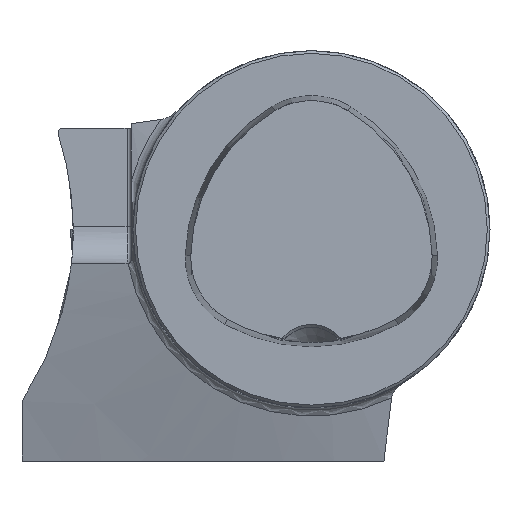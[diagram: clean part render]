
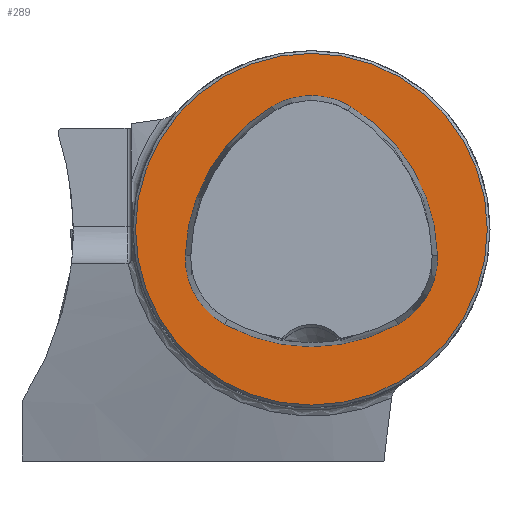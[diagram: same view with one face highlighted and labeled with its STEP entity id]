
A CAD part, top view. The second image highlights one B-rep face of the part: STEP entity #289.
In plain terms, the highlighted planar face has unit normal (0, 0, 1).
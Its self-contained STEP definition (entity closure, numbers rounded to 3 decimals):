
#222=FACE_BOUND('',#541,.T.);
#223=FACE_BOUND('',#542,.T.);
#243=CIRCLE('',#1950,20.063);
#245=CIRCLE('',#1953,20.063);
#246=CIRCLE('',#1954,8.563);
#247=CIRCLE('',#1955,20.063);
#248=CIRCLE('',#1956,8.563);
#249=CIRCLE('',#1957,8.563);
#250=CIRCLE('',#1958,19.7);
#289=ADVANCED_FACE('CU_E_LO_SU_1',(#222,#223),#378,.T.);
#378=PLANE('',#1959);
#541=EDGE_LOOP('',(#773,#774,#775,#776,#777,#778));
#542=EDGE_LOOP('',(#779));
#773=ORIENTED_EDGE('',*,*,#1426,.F.);
#774=ORIENTED_EDGE('',*,*,#1427,.F.);
#775=ORIENTED_EDGE('',*,*,#1428,.F.);
#776=ORIENTED_EDGE('',*,*,#1429,.F.);
#777=ORIENTED_EDGE('',*,*,#1423,.F.);
#778=ORIENTED_EDGE('',*,*,#1430,.F.);
#779=ORIENTED_EDGE('',*,*,#1431,.T.);
#1234=VERTEX_POINT('',#3155);
#1235=VERTEX_POINT('',#3157);
#1237=VERTEX_POINT('',#3163);
#1238=VERTEX_POINT('',#3164);
#1239=VERTEX_POINT('',#3166);
#1240=VERTEX_POINT('',#3168);
#1241=VERTEX_POINT('',#3172);
#1423=EDGE_CURVE('',#1234,#1235,#243,.T.);
#1426=EDGE_CURVE('',#1237,#1238,#245,.T.);
#1427=EDGE_CURVE('',#1239,#1237,#246,.T.);
#1428=EDGE_CURVE('',#1240,#1239,#247,.T.);
#1429=EDGE_CURVE('',#1235,#1240,#248,.T.);
#1430=EDGE_CURVE('',#1238,#1234,#249,.T.);
#1431=EDGE_CURVE('',#1241,#1241,#250,.T.);
#1950=AXIS2_PLACEMENT_3D('',#3156,#2224,#2225);
#1953=AXIS2_PLACEMENT_3D('',#3162,#2231,#2232);
#1954=AXIS2_PLACEMENT_3D('',#3165,#2233,#2234);
#1955=AXIS2_PLACEMENT_3D('',#3167,#2235,#2236);
#1956=AXIS2_PLACEMENT_3D('',#3169,#2237,#2238);
#1957=AXIS2_PLACEMENT_3D('',#3170,#2239,#2240);
#1958=AXIS2_PLACEMENT_3D('',#3171,#2241,#2242);
#1959=AXIS2_PLACEMENT_3D('',#3173,#2243,#2244);
#2224=DIRECTION('',(0.,0.,1.));
#2225=DIRECTION('',(1.,0.,0.));
#2231=DIRECTION('',(0.,0.,1.));
#2232=DIRECTION('',(1.,0.,0.));
#2233=DIRECTION('',(0.,0.,1.));
#2234=DIRECTION('',(1.,0.,0.));
#2235=DIRECTION('',(0.,0.,1.));
#2236=DIRECTION('',(1.,0.,0.));
#2237=DIRECTION('',(0.,0.,1.));
#2238=DIRECTION('',(1.,0.,0.));
#2239=DIRECTION('',(0.,0.,1.));
#2240=DIRECTION('',(1.,0.,0.));
#2241=DIRECTION('',(0.,0.,1.));
#2242=DIRECTION('',(1.,0.,0.));
#2243=DIRECTION('',(0.,0.,1.));
#2244=DIRECTION('',(1.,0.,0.));
#3155=CARTESIAN_POINT('',(-9.704,-10.66,0.));
#3156=CARTESIAN_POINT('',(0.,6.9,0.));
#3157=CARTESIAN_POINT('',(9.704,-10.66,0.));
#3162=CARTESIAN_POINT('',(5.934,-3.451,0.));
#3163=CARTESIAN_POINT('',(-4.418,13.735,0.));
#3164=CARTESIAN_POINT('',(-14.123,-2.953,0.));
#3165=CARTESIAN_POINT('',(0.,6.4,0.));
#3166=CARTESIAN_POINT('',(4.418,13.735,0.));
#3167=CARTESIAN_POINT('',(-5.934,-3.451,0.));
#3168=CARTESIAN_POINT('',(14.123,-2.953,0.));
#3169=CARTESIAN_POINT('',(5.562,-3.165,0.));
#3170=CARTESIAN_POINT('',(-5.562,-3.165,0.));
#3171=CARTESIAN_POINT('',(0.,0.,0.));
#3172=CARTESIAN_POINT('',(19.7,0.,0.));
#3173=CARTESIAN_POINT('',(0.,0.,0.));
